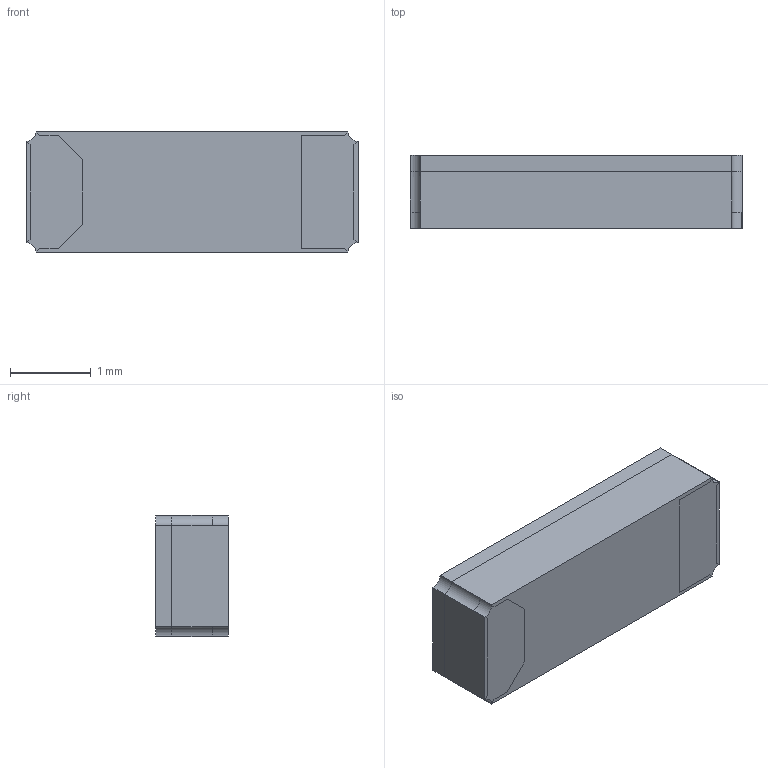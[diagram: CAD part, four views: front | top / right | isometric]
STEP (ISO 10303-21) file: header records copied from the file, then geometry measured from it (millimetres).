
FILE_DESCRIPTION (( 'STEP AP214' ), '1' );
FILE_NAME ('CC5V-T1A.STEP', '2021-06-17T14:35:14', ( '' ), ( '' ), 'SwSTEP 2.0', 'SolidWorks 2020', '' );
FILE_SCHEMA (( 'AUTOMOTIVE_DESIGN' ));
Length unit declared in the file: millimetre
Products named in the file (1): CC5V-T1A
Bounding box: 4.1 x 0.9 x 1.5 mm (x, y, z)
Volume: 5.5 mm3; surface area: 40.7 mm2
Topology: 4 solids, 4 shells, 68 faces, 180 edges, 120 vertices
Faces by surface type: plane 56, cylinder 12
Entity records: 2157 total; most frequent: CARTESIAN_POINT 369, ORIENTED_EDGE 360, DIRECTION 350, EDGE_CURVE 180, VECTOR 148, LINE 148, VERTEX_POINT 120, AXIS2_PLACEMENT_3D 101
